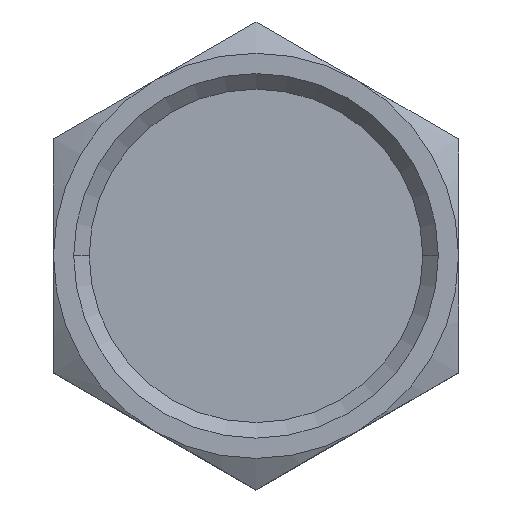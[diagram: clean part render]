
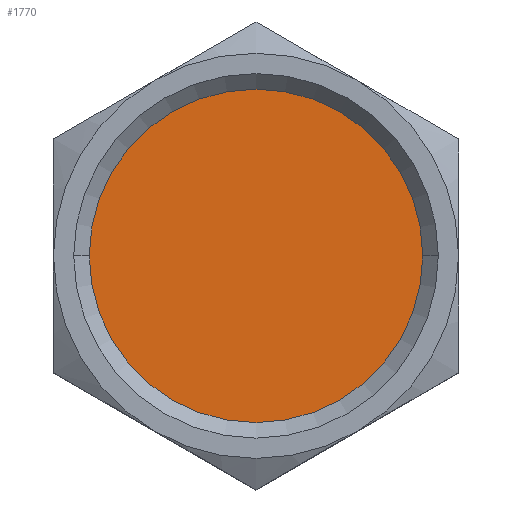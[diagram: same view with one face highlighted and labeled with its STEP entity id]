
A CAD part, top view. The second image highlights one B-rep face of the part: STEP entity #1770.
In plain terms, the highlighted planar face has unit normal (0, 0, 1).
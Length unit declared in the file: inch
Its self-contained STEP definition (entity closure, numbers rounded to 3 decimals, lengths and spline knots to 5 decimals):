
#91 = CARTESIAN_POINT ( 'NONE',  ( 0., 0., 0.108 ) ) ;
#92 = DIRECTION ( 'NONE',  ( 0., 0., 1. ) ) ;
#93 = DIRECTION ( 'NONE',  ( 1., 0., 0. ) ) ;
#1292 = DIRECTION ( 'NONE',  ( 1., 0., 0. ) ) ;
#1293 = DIRECTION ( 'NONE',  ( 0., 0., 1. ) ) ;
#1294 = CARTESIAN_POINT ( 'NONE',  ( 0., 0., 0.108 ) ) ;
#1524 = VERTEX_POINT ( 'NONE', #1936 ) ;
#1566 = VERTEX_POINT ( 'NONE', #1903 ) ;
#1752 = EDGE_CURVE ( 'NONE', #1524, #1566, #4209, .T. ) ;
#1770 = ADVANCED_FACE ( 'NONE', ( #4223 ), #2680, .T. ) ;
#1903 = CARTESIAN_POINT ( 'NONE',  ( -0.12862, 0., 0.108 ) ) ;
#1936 = CARTESIAN_POINT ( 'NONE',  ( 0.12862, 0., 0.108 ) ) ;
#2680 = PLANE ( 'NONE',  #3633 ) ;
#2681 = CARTESIAN_POINT ( 'NONE',  ( 0., 0., 0.108 ) ) ;
#2682 = DIRECTION ( 'NONE',  ( 0., 0., 1. ) ) ;
#2683 = DIRECTION ( 'NONE',  ( 1., 0., 0. ) ) ;
#3617 = AXIS2_PLACEMENT_3D ( 'NONE', #91, #92, #93 ) ;
#3624 = AXIS2_PLACEMENT_3D ( 'NONE', #1294, #1293, #1292 ) ;
#3633 = AXIS2_PLACEMENT_3D ( 'NONE', #2681, #2682, #2683 ) ;
#3728 = ORIENTED_EDGE ( 'NONE', *, *, #1752, .T. ) ;
#3729 = ORIENTED_EDGE ( 'NONE', *, *, #4510, .T. ) ;
#3968 = EDGE_LOOP ( 'NONE', ( #3728, #3729 ) ) ;
#4209 = CIRCLE ( 'NONE', #3624, 0.12862 ) ;
#4223 = FACE_OUTER_BOUND ( 'NONE', #3968, .T. ) ;
#4510 = EDGE_CURVE ( 'NONE', #1566, #1524, #7095, .T. ) ;
#7095 = CIRCLE ( 'NONE', #3617, 0.12862 ) ;
